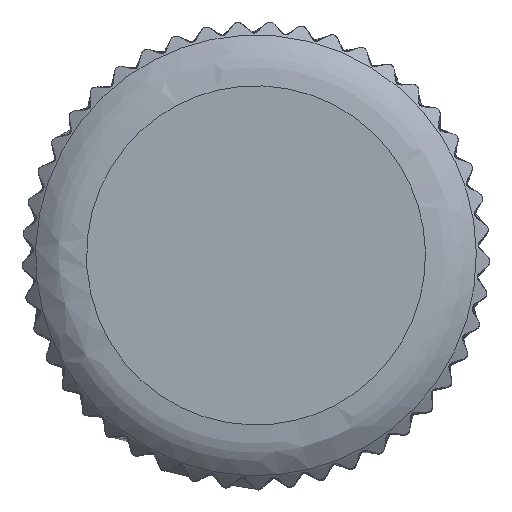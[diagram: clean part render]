
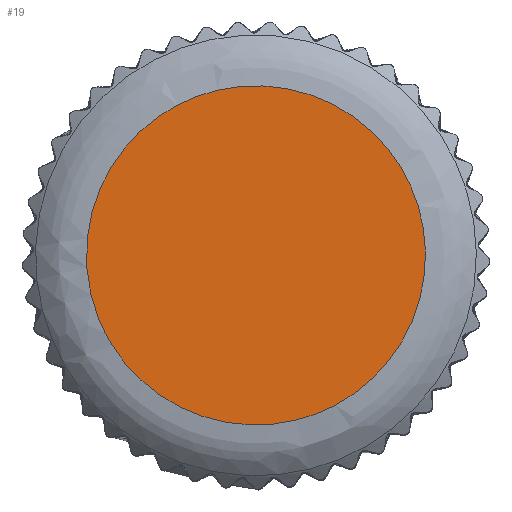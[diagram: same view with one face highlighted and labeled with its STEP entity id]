
A CAD part, top view. The second image highlights one B-rep face of the part: STEP entity #19.
In plain terms, the highlighted planar face has unit normal (0, 0, 1).
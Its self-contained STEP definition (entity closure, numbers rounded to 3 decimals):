
#19=ADVANCED_FACE('',(#30),#142,.T.);
#30=FACE_OUTER_BOUND('',#41,.T.);
#41=EDGE_LOOP('',(#60));
#60=ORIENTED_EDGE('',*,*,#97,.F.);
#97=EDGE_CURVE('',#132,#132,#118,.T.);
#118=(
BOUNDED_CURVE()
B_SPLINE_CURVE(2,(#3840,#3841,#3842,#3843,#3844,#3845,#3846,#3847,#3848),
 .UNSPECIFIED.,.T.,.F.)
B_SPLINE_CURVE_WITH_KNOTS((3,2,2,2,3),(0.,9.261,18.522,
27.783,37.045),.UNSPECIFIED.)
CURVE()
GEOMETRIC_REPRESENTATION_ITEM()
RATIONAL_B_SPLINE_CURVE((1.,0.707,1.,0.707,1.,0.707,
1.,0.707,1.))
REPRESENTATION_ITEM('')
);
#132=VERTEX_POINT('',#1336);
#142=PLANE('',#172);
#172=AXIS2_PLACEMENT_3D('',#1280,#183,$);
#183=DIRECTION('',(0.,0.,1.));
#1280=CARTESIAN_POINT('',(-29.793,-6.014,20.228));
#1336=CARTESIAN_POINT('',(-41.254,-2.256,20.228));
#3840=CARTESIAN_POINT('',(-41.254,-2.256,20.228));
#3841=CARTESIAN_POINT('',(-43.51,3.191,20.228));
#3842=CARTESIAN_POINT('',(-38.063,5.447,20.228));
#3843=CARTESIAN_POINT('',(-32.616,7.703,20.228));
#3844=CARTESIAN_POINT('',(-30.36,2.256,20.228));
#3845=CARTESIAN_POINT('',(-28.103,-3.191,20.228));
#3846=CARTESIAN_POINT('',(-33.55,-5.447,20.228));
#3847=CARTESIAN_POINT('',(-38.998,-7.703,20.228));
#3848=CARTESIAN_POINT('',(-41.254,-2.256,20.228));
